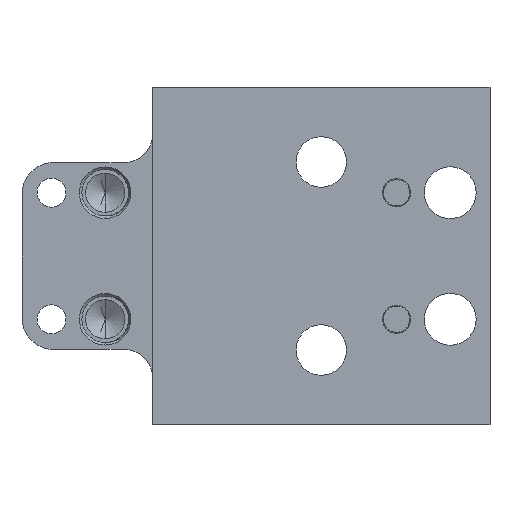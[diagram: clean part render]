
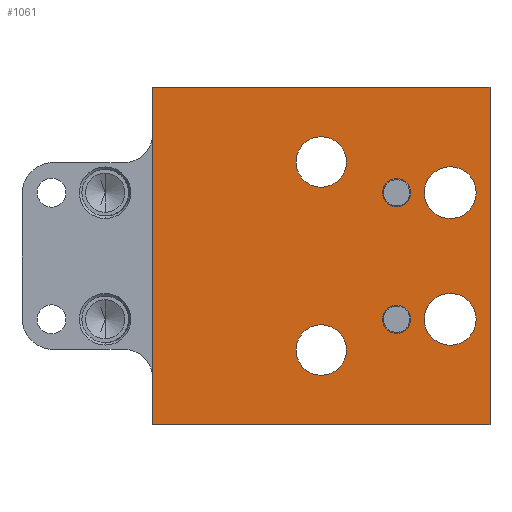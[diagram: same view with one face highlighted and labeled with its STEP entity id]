
A CAD part, front view. The second image highlights one B-rep face of the part: STEP entity #1061.
In plain terms, the highlighted planar face has unit normal (0, -1, 0).
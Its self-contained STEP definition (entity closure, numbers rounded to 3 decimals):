
#158 = CIRCLE ( 'NONE', #7899, 2.184 ) ;
#198 = VERTEX_POINT ( 'NONE', #10888 ) ;
#315 = EDGE_CURVE ( 'NONE', #8803, #8687, #11672, .T. ) ;
#323 = CARTESIAN_POINT ( 'NONE',  ( 8.468, -7.162, -0.432 ) ) ;
#516 = FACE_OUTER_BOUND ( 'NONE', #10406, .T. ) ;
#884 = ORIENTED_EDGE ( 'NONE', *, *, #3802, .T. ) ;
#885 = DIRECTION ( 'NONE',  ( 0., 0., 1. ) ) ;
#952 = VERTEX_POINT ( 'NONE', #13057 ) ;
#1061 = ADVANCED_FACE ( 'NONE', ( #6883, #11044, #11107, #1563, #4796, #5784, #516 ), #4731, .T. ) ;
#1100 = EDGE_CURVE ( 'NONE', #8930, #5840, #4512, .T. ) ;
#1161 = EDGE_LOOP ( 'NONE', ( #6040, #3194 ) ) ;
#1177 = EDGE_LOOP ( 'NONE', ( #3665, #2029 ) ) ;
#1271 = ORIENTED_EDGE ( 'NONE', *, *, #4699, .T. ) ;
#1289 = DIRECTION ( 'NONE',  ( 0., 0., 1. ) ) ;
#1338 = AXIS2_PLACEMENT_3D ( 'NONE', #1410, #4448, #11844 ) ;
#1410 = CARTESIAN_POINT ( 'NONE',  ( 8.468, -7.162, -2.559 ) ) ;
#1563 = FACE_BOUND ( 'NONE', #9029, .T. ) ;
#1653 = CARTESIAN_POINT ( 'NONE',  ( 8.468, -7.162, -2.559 ) ) ;
#1657 = DIRECTION ( 'NONE',  ( 0., 1., 0. ) ) ;
#1690 = AXIS2_PLACEMENT_3D ( 'NONE', #12239, #3934, #7185 ) ;
#1784 = DIRECTION ( 'NONE',  ( 0., 0., 1. ) ) ;
#1909 = AXIS2_PLACEMENT_3D ( 'NONE', #9601, #3503, #1289 ) ;
#1911 = CARTESIAN_POINT ( 'NONE',  ( -5.756, -7.162, 19.59 ) ) ;
#1997 = CIRCLE ( 'NONE', #1338, 2.127 ) ;
#2029 = ORIENTED_EDGE ( 'NONE', *, *, #7712, .T. ) ;
#2261 = ORIENTED_EDGE ( 'NONE', *, *, #1100, .F. ) ;
#2376 = VERTEX_POINT ( 'NONE', #10262 ) ;
#2421 = CARTESIAN_POINT ( 'NONE',  ( 8.468, -7.162, -4.686 ) ) ;
#2513 = DIRECTION ( 'NONE',  ( 0., 0., 1. ) ) ;
#2577 = CARTESIAN_POINT ( 'NONE',  ( -5.756, -7.162, 19.59 ) ) ;
#2588 = DIRECTION ( 'NONE',  ( 0., 0., 1. ) ) ;
#2590 = DIRECTION ( 'NONE',  ( 0., 1., 0. ) ) ;
#2594 = CIRCLE ( 'NONE', #10324, 1.187 ) ;
#2792 = CIRCLE ( 'NONE', #12518, 2.184 ) ;
#2840 = DIRECTION ( 'NONE',  ( 0., 0., 1. ) ) ;
#3019 = CIRCLE ( 'NONE', #7227, 2.184 ) ;
#3194 = ORIENTED_EDGE ( 'NONE', *, *, #11823, .T. ) ;
#3200 = CARTESIAN_POINT ( 'NONE',  ( 22.692, -7.162, 19.59 ) ) ;
#3261 = EDGE_CURVE ( 'NONE', #3702, #8930, #7830, .T. ) ;
#3344 = CARTESIAN_POINT ( 'NONE',  ( -5.756, -7.162, -8.858 ) ) ;
#3366 = CARTESIAN_POINT ( 'NONE',  ( 19.339, -7.162, -2.153 ) ) ;
#3476 = DIRECTION ( 'NONE',  ( 0., 0., -1. ) ) ;
#3503 = DIRECTION ( 'NONE',  ( 0., 1., 0. ) ) ;
#3665 = ORIENTED_EDGE ( 'NONE', *, *, #315, .T. ) ;
#3670 = VERTEX_POINT ( 'NONE', #2421 ) ;
#3702 = VERTEX_POINT ( 'NONE', #11073 ) ;
#3802 = EDGE_CURVE ( 'NONE', #11099, #5233, #2792, .T. ) ;
#3840 = ORIENTED_EDGE ( 'NONE', *, *, #4230, .T. ) ;
#3934 = DIRECTION ( 'NONE',  ( 0., 1., 0. ) ) ;
#4230 = EDGE_CURVE ( 'NONE', #9128, #5537, #3019, .T. ) ;
#4255 = EDGE_LOOP ( 'NONE', ( #6954, #884 ) ) ;
#4293 = CARTESIAN_POINT ( 'NONE',  ( 19.339, -7.162, 10.7 ) ) ;
#4448 = DIRECTION ( 'NONE',  ( 0., 1., 0. ) ) ;
#4512 = LINE ( 'NONE', #2577, #7932 ) ;
#4533 = CARTESIAN_POINT ( 'NONE',  ( 14.818, -7.162, 1.219 ) ) ;
#4553 = LINE ( 'NONE', #8786, #7662 ) ;
#4671 = EDGE_CURVE ( 'NONE', #952, #3702, #4553, .T. ) ;
#4699 = EDGE_CURVE ( 'NONE', #9103, #198, #2594, .T. ) ;
#4731 = PLANE ( 'NONE',  #10379 ) ;
#4779 = CARTESIAN_POINT ( 'NONE',  ( 8.468, -7.162, 13.29 ) ) ;
#4796 = FACE_BOUND ( 'NONE', #1161, .T. ) ;
#4866 = DIRECTION ( 'NONE',  ( 0., 0., 1. ) ) ;
#5110 = DIRECTION ( 'NONE',  ( 0., 1., 0. ) ) ;
#5207 = EDGE_LOOP ( 'NONE', ( #12085, #3840 ) ) ;
#5233 = VERTEX_POINT ( 'NONE', #13115 ) ;
#5363 = ORIENTED_EDGE ( 'NONE', *, *, #12511, .T. ) ;
#5537 = VERTEX_POINT ( 'NONE', #6376 ) ;
#5784 = FACE_BOUND ( 'NONE', #1177, .T. ) ;
#5840 = VERTEX_POINT ( 'NONE', #7123 ) ;
#5966 = DIRECTION ( 'NONE',  ( 0., 1., 0. ) ) ;
#6006 = DIRECTION ( 'NONE',  ( 0., 1., 0. ) ) ;
#6040 = ORIENTED_EDGE ( 'NONE', *, *, #10415, .T. ) ;
#6060 = ORIENTED_EDGE ( 'NONE', *, *, #4671, .F. ) ;
#6108 = CIRCLE ( 'NONE', #1909, 2.184 ) ;
#6212 = VERTEX_POINT ( 'NONE', #11390 ) ;
#6293 = CARTESIAN_POINT ( 'NONE',  ( 8.468, -7.162, 11.163 ) ) ;
#6376 = CARTESIAN_POINT ( 'NONE',  ( 19.339, -7.162, 2.216 ) ) ;
#6435 = EDGE_CURVE ( 'NONE', #5537, #9128, #6108, .T. ) ;
#6520 = EDGE_CURVE ( 'NONE', #6212, #2376, #13185, .T. ) ;
#6728 = DIRECTION ( 'NONE',  ( 0., 0., 1. ) ) ;
#6881 = EDGE_CURVE ( 'NONE', #198, #9103, #8544, .T. ) ;
#6883 = FACE_BOUND ( 'NONE', #5207, .T. ) ;
#6920 = CARTESIAN_POINT ( 'NONE',  ( -5.756, -7.162, 19.59 ) ) ;
#6954 = ORIENTED_EDGE ( 'NONE', *, *, #8116, .T. ) ;
#7123 = CARTESIAN_POINT ( 'NONE',  ( 22.692, -7.162, 19.59 ) ) ;
#7185 = DIRECTION ( 'NONE',  ( 0., 0., 1. ) ) ;
#7227 = AXIS2_PLACEMENT_3D ( 'NONE', #9210, #1657, #2840 ) ;
#7244 = VERTEX_POINT ( 'NONE', #323 ) ;
#7276 = CIRCLE ( 'NONE', #9048, 2.127 ) ;
#7484 = AXIS2_PLACEMENT_3D ( 'NONE', #7834, #5966, #2513 ) ;
#7624 = DIRECTION ( 'NONE',  ( 1., 0., 0. ) ) ;
#7662 = VECTOR ( 'NONE', #13008, 1000. ) ;
#7712 = EDGE_CURVE ( 'NONE', #8687, #8803, #8127, .T. ) ;
#7830 = LINE ( 'NONE', #6920, #12612 ) ;
#7834 = CARTESIAN_POINT ( 'NONE',  ( 8.468, -7.162, 13.29 ) ) ;
#7888 = DIRECTION ( 'NONE',  ( 0., 1., 0. ) ) ;
#7899 = AXIS2_PLACEMENT_3D ( 'NONE', #4293, #10605, #8659 ) ;
#7932 = VECTOR ( 'NONE', #7624, 1000. ) ;
#8116 = EDGE_CURVE ( 'NONE', #5233, #11099, #158, .T. ) ;
#8127 = CIRCLE ( 'NONE', #9010, 2.127 ) ;
#8544 = CIRCLE ( 'NONE', #1690, 1.187 ) ;
#8628 = ORIENTED_EDGE ( 'NONE', *, *, #6881, .T. ) ;
#8659 = DIRECTION ( 'NONE',  ( 0., 0., 1. ) ) ;
#8687 = VERTEX_POINT ( 'NONE', #6293 ) ;
#8786 = CARTESIAN_POINT ( 'NONE',  ( -5.756, -7.162, -8.858 ) ) ;
#8803 = VERTEX_POINT ( 'NONE', #9759 ) ;
#8882 = DIRECTION ( 'NONE',  ( 0., -1., 0. ) ) ;
#8930 = VERTEX_POINT ( 'NONE', #1911 ) ;
#9010 = AXIS2_PLACEMENT_3D ( 'NONE', #4779, #12126, #6728 ) ;
#9029 = EDGE_LOOP ( 'NONE', ( #9828, #5363 ) ) ;
#9048 = AXIS2_PLACEMENT_3D ( 'NONE', #1653, #7888, #9914 ) ;
#9103 = VERTEX_POINT ( 'NONE', #4533 ) ;
#9128 = VERTEX_POINT ( 'NONE', #3366 ) ;
#9129 = CARTESIAN_POINT ( 'NONE',  ( 19.339, -7.162, 10.7 ) ) ;
#9210 = CARTESIAN_POINT ( 'NONE',  ( 19.339, -7.162, 0.032 ) ) ;
#9601 = CARTESIAN_POINT ( 'NONE',  ( 19.339, -7.162, 0.032 ) ) ;
#9759 = CARTESIAN_POINT ( 'NONE',  ( 8.468, -7.162, 15.418 ) ) ;
#9788 = CARTESIAN_POINT ( 'NONE',  ( 19.339, -7.162, 8.515 ) ) ;
#9797 = DIRECTION ( 'NONE',  ( 0., 1., 0. ) ) ;
#9828 = ORIENTED_EDGE ( 'NONE', *, *, #6520, .T. ) ;
#9914 = DIRECTION ( 'NONE',  ( 0., 0., 1. ) ) ;
#9941 = VECTOR ( 'NONE', #11353, 1000. ) ;
#10102 = AXIS2_PLACEMENT_3D ( 'NONE', #11781, #9797, #2588 ) ;
#10112 = ORIENTED_EDGE ( 'NONE', *, *, #10155, .F. ) ;
#10155 = EDGE_CURVE ( 'NONE', #5840, #952, #12680, .T. ) ;
#10262 = CARTESIAN_POINT ( 'NONE',  ( 14.818, -7.162, 9.512 ) ) ;
#10324 = AXIS2_PLACEMENT_3D ( 'NONE', #12299, #6006, #1784 ) ;
#10379 = AXIS2_PLACEMENT_3D ( 'NONE', #3344, #8882, #3476 ) ;
#10406 = EDGE_LOOP ( 'NONE', ( #13131, #6060, #10112, #2261 ) ) ;
#10415 = EDGE_CURVE ( 'NONE', #7244, #3670, #7276, .T. ) ;
#10605 = DIRECTION ( 'NONE',  ( 0., 1., 0. ) ) ;
#10851 = AXIS2_PLACEMENT_3D ( 'NONE', #13173, #2590, #4866 ) ;
#10888 = CARTESIAN_POINT ( 'NONE',  ( 14.818, -7.162, -1.156 ) ) ;
#11044 = FACE_BOUND ( 'NONE', #4255, .T. ) ;
#11073 = CARTESIAN_POINT ( 'NONE',  ( -5.756, -7.162, -8.858 ) ) ;
#11099 = VERTEX_POINT ( 'NONE', #9788 ) ;
#11107 = FACE_BOUND ( 'NONE', #11120, .T. ) ;
#11120 = EDGE_LOOP ( 'NONE', ( #1271, #8628 ) ) ;
#11144 = DIRECTION ( 'NONE',  ( 0., 0., 1. ) ) ;
#11276 = CIRCLE ( 'NONE', #10851, 1.187 ) ;
#11353 = DIRECTION ( 'NONE',  ( 0., 0., -1. ) ) ;
#11390 = CARTESIAN_POINT ( 'NONE',  ( 14.818, -7.162, 11.887 ) ) ;
#11672 = CIRCLE ( 'NONE', #7484, 2.127 ) ;
#11781 = CARTESIAN_POINT ( 'NONE',  ( 14.818, -7.162, 10.7 ) ) ;
#11823 = EDGE_CURVE ( 'NONE', #3670, #7244, #1997, .T. ) ;
#11844 = DIRECTION ( 'NONE',  ( 0., 0., 1. ) ) ;
#12085 = ORIENTED_EDGE ( 'NONE', *, *, #6435, .T. ) ;
#12126 = DIRECTION ( 'NONE',  ( 0., 1., 0. ) ) ;
#12239 = CARTESIAN_POINT ( 'NONE',  ( 14.818, -7.162, 0.032 ) ) ;
#12299 = CARTESIAN_POINT ( 'NONE',  ( 14.818, -7.162, 0.032 ) ) ;
#12511 = EDGE_CURVE ( 'NONE', #2376, #6212, #11276, .T. ) ;
#12518 = AXIS2_PLACEMENT_3D ( 'NONE', #9129, #5110, #885 ) ;
#12612 = VECTOR ( 'NONE', #11144, 1000. ) ;
#12680 = LINE ( 'NONE', #3200, #9941 ) ;
#13008 = DIRECTION ( 'NONE',  ( -1., 0., 0. ) ) ;
#13057 = CARTESIAN_POINT ( 'NONE',  ( 22.692, -7.162, -8.858 ) ) ;
#13115 = CARTESIAN_POINT ( 'NONE',  ( 19.339, -7.162, 12.884 ) ) ;
#13131 = ORIENTED_EDGE ( 'NONE', *, *, #3261, .F. ) ;
#13173 = CARTESIAN_POINT ( 'NONE',  ( 14.818, -7.162, 10.7 ) ) ;
#13185 = CIRCLE ( 'NONE', #10102, 1.187 ) ;
